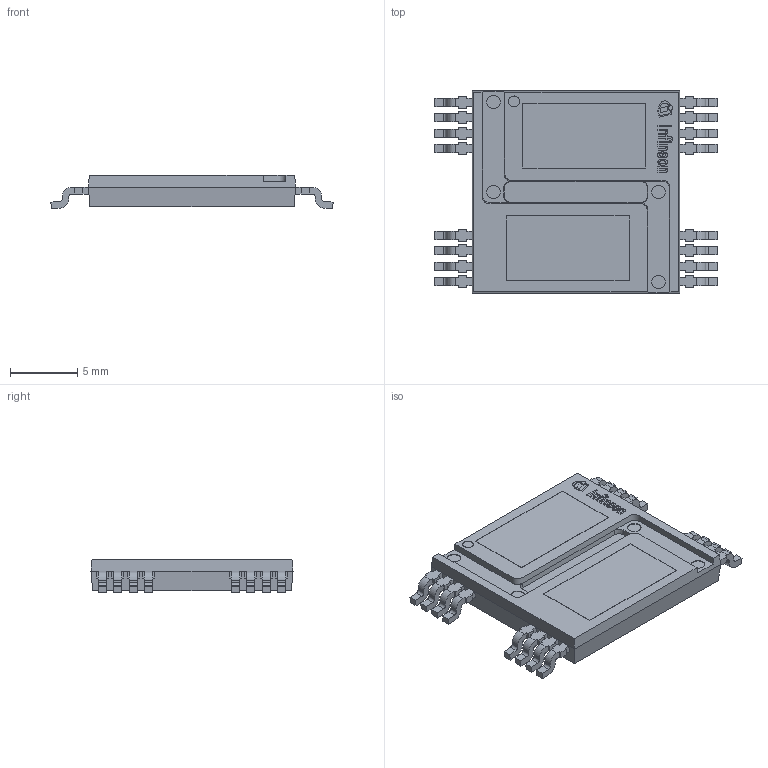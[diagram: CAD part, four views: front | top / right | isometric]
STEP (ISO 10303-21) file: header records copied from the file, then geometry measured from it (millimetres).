
FILE_DESCRIPTION(/* description */ (''),/* implementation_level */ '2;1');
FILE_NAME(/* name */ 'PG-HDSOP-16-221_Z8B00231234_V02_3D.stp',/* time_stamp */ '2023-12-21T15:41:42+05:30',/* author */ ('Subramani'),/* organization */ (''),/* preprocessor_version */ 'ST-DEVELOPER v19.2',/* originating_system */ 'AutoCAD Mechanical',/* authorisation */ '');
FILE_SCHEMA (('AUTOMOTIVE_DESIGN { 1 0 10303 214 3 1 1 }'));
Length unit declared in the file: millimetre
Products named in the file (1): Product
Bounding box: 20.96 x 15 x 2.5 mm (x, y, z)
Volume: 520.5 mm3; surface area: 1384.7 mm2
Topology: 33 solids, 33 shells, 644 faces, 1683 edges, 1121 vertices
Faces by surface type: plane 419, cylinder 211, cone 8, torus 4, bspline 2
Full cylindrical faces by diameter (mm): 0.163 x1, 0.337 x1, 0.8 x2, 1 x4, 2.2 x4
Entity records: 20139 total; most frequent: CARTESIAN_POINT 3785, DIRECTION 3413, ORIENTED_EDGE 3366, EDGE_CURVE 1683, LINE 1227, VECTOR 1227, VERTEX_POINT 1121, AXIS2_PLACEMENT_3D 1093
